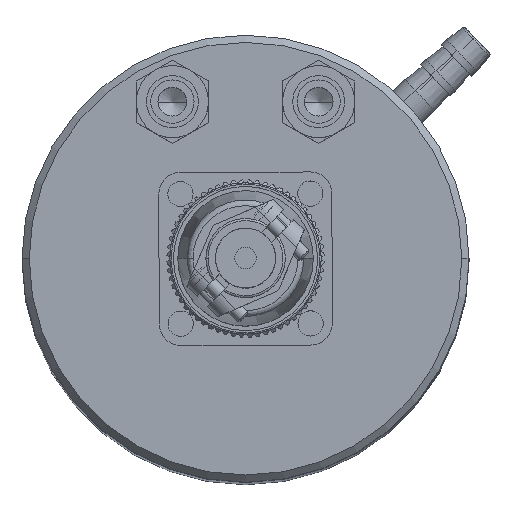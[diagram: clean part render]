
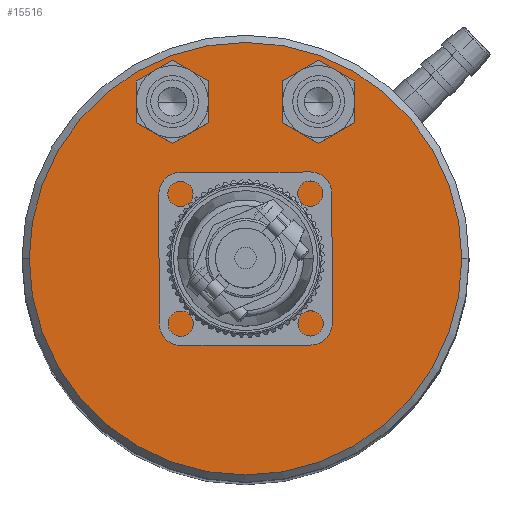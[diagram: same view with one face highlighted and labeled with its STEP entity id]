
A CAD part, top view. The second image highlights one B-rep face of the part: STEP entity #15516.
In plain terms, the highlighted planar face has unit normal (0, 0, 1).
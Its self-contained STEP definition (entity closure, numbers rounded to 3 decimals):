
#3 = ORIENTED_EDGE ( 'NONE', *, *, #30751, .F. ) ;
#2138 = DIRECTION ( 'NONE',  ( 0., 0., 1. ) ) ;
#2650 = CIRCLE ( 'NONE', #34808, 3.4 ) ;
#2695 = DIRECTION ( 'NONE',  ( 0., 0., -1. ) ) ;
#7207 = EDGE_CURVE ( 'NONE', #9073, #21497, #48349, .T. ) ;
#7960 = CIRCLE ( 'NONE', #34794, 3.4 ) ;
#8979 = DIRECTION ( 'NONE',  ( 0., 0., -1. ) ) ;
#9073 = VERTEX_POINT ( 'NONE', #33230 ) ;
#9149 = DIRECTION ( 'NONE',  ( -1., 0., 0. ) ) ;
#10392 = VERTEX_POINT ( 'NONE', #46848 ) ;
#11452 = CARTESIAN_POINT ( 'NONE',  ( -30., 0., 26.5 ) ) ;
#13498 = CARTESIAN_POINT ( 'NONE',  ( 6.743, 21.751, 26.5 ) ) ;
#14167 = DIRECTION ( 'NONE',  ( 0., 0., -1. ) ) ;
#15199 = VERTEX_POINT ( 'NONE', #11452 ) ;
#15516 = ADVANCED_FACE ( 'NONE', ( #51847, #32118, #25758 ), #18296, .T. ) ;
#16077 = AXIS2_PLACEMENT_3D ( 'NONE', #24431, #44365, #52701 ) ;
#16501 = ORIENTED_EDGE ( 'NONE', *, *, #26206, .T. ) ;
#16847 = AXIS2_PLACEMENT_3D ( 'NONE', #51199, #19160, #51563 ) ;
#17798 = AXIS2_PLACEMENT_3D ( 'NONE', #22971, #2695, #35279 ) ;
#17983 = DIRECTION ( 'NONE',  ( 0., 0., -1. ) ) ;
#18296 = PLANE ( 'NONE',  #50917 ) ;
#19160 = DIRECTION ( 'NONE',  ( 0., 0., -1. ) ) ;
#19202 = ORIENTED_EDGE ( 'NONE', *, *, #39869, .T. ) ;
#21497 = VERTEX_POINT ( 'NONE', #42455 ) ;
#21596 = VERTEX_POINT ( 'NONE', #48331 ) ;
#22006 = CARTESIAN_POINT ( 'NONE',  ( 10.143, 21.751, 26.5 ) ) ;
#22971 = CARTESIAN_POINT ( 'NONE',  ( 0., 0., 26.5 ) ) ;
#24431 = CARTESIAN_POINT ( 'NONE',  ( 10.143, 21.751, 26.5 ) ) ;
#25758 = FACE_OUTER_BOUND ( 'NONE', #27781, .T. ) ;
#26206 = EDGE_CURVE ( 'NONE', #32673, #21596, #43309, .T. ) ;
#26360 = CARTESIAN_POINT ( 'NONE',  ( -10.143, 21.751, 26.5 ) ) ;
#27781 = EDGE_LOOP ( 'NONE', ( #3, #34264 ) ) ;
#27832 = EDGE_LOOP ( 'NONE', ( #45243, #36619 ) ) ;
#30461 = DIRECTION ( 'NONE',  ( 1., 0., 0. ) ) ;
#30751 = EDGE_CURVE ( 'NONE', #15199, #10392, #51690, .T. ) ;
#30784 = CARTESIAN_POINT ( 'NONE',  ( 0., 0., 26.5 ) ) ;
#31380 = EDGE_CURVE ( 'NONE', #10392, #15199, #40153, .T. ) ;
#32118 = FACE_BOUND ( 'NONE', #41760, .T. ) ;
#32407 = AXIS2_PLACEMENT_3D ( 'NONE', #37621, #8979, #9149 ) ;
#32673 = VERTEX_POINT ( 'NONE', #13498 ) ;
#33230 = CARTESIAN_POINT ( 'NONE',  ( -6.743, 21.751, 26.5 ) ) ;
#34264 = ORIENTED_EDGE ( 'NONE', *, *, #31380, .F. ) ;
#34315 = DIRECTION ( 'NONE',  ( 1., 0., 0. ) ) ;
#34794 = AXIS2_PLACEMENT_3D ( 'NONE', #22006, #14167, #34315 ) ;
#34804 = EDGE_CURVE ( 'NONE', #21497, #9073, #2650, .T. ) ;
#34808 = AXIS2_PLACEMENT_3D ( 'NONE', #26360, #17983, #30461 ) ;
#35262 = DIRECTION ( 'NONE',  ( 1., 0., 0. ) ) ;
#35279 = DIRECTION ( 'NONE',  ( -1., 0., 0. ) ) ;
#36619 = ORIENTED_EDGE ( 'NONE', *, *, #34804, .T. ) ;
#37621 = CARTESIAN_POINT ( 'NONE',  ( 0., 0., 26.5 ) ) ;
#39869 = EDGE_CURVE ( 'NONE', #21596, #32673, #7960, .T. ) ;
#40153 = CIRCLE ( 'NONE', #17798, 30. ) ;
#41760 = EDGE_LOOP ( 'NONE', ( #19202, #16501 ) ) ;
#42455 = CARTESIAN_POINT ( 'NONE',  ( -13.543, 21.751, 26.5 ) ) ;
#43309 = CIRCLE ( 'NONE', #16077, 3.4 ) ;
#44365 = DIRECTION ( 'NONE',  ( 0., 0., -1. ) ) ;
#45243 = ORIENTED_EDGE ( 'NONE', *, *, #7207, .T. ) ;
#46848 = CARTESIAN_POINT ( 'NONE',  ( 30., 0., 26.5 ) ) ;
#48331 = CARTESIAN_POINT ( 'NONE',  ( 13.543, 21.751, 26.5 ) ) ;
#48349 = CIRCLE ( 'NONE', #16847, 3.4 ) ;
#50917 = AXIS2_PLACEMENT_3D ( 'NONE', #30784, #2138, #35262 ) ;
#51199 = CARTESIAN_POINT ( 'NONE',  ( -10.143, 21.751, 26.5 ) ) ;
#51563 = DIRECTION ( 'NONE',  ( 1., 0., 0. ) ) ;
#51690 = CIRCLE ( 'NONE', #32407, 30. ) ;
#51847 = FACE_BOUND ( 'NONE', #27832, .T. ) ;
#52701 = DIRECTION ( 'NONE',  ( 1., 0., 0. ) ) ;
